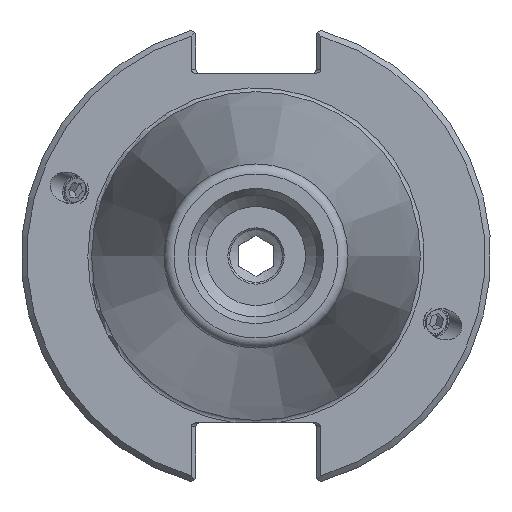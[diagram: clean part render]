
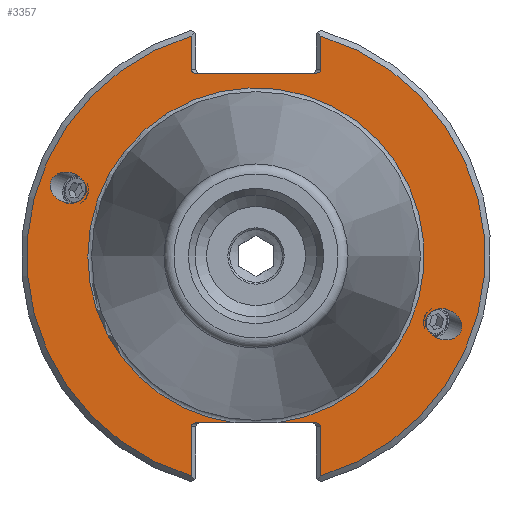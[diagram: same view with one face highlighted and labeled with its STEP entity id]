
A CAD part, left-side view. The second image highlights one B-rep face of the part: STEP entity #3357.
In plain terms, the highlighted planar face has unit normal (-1, 0, 0).
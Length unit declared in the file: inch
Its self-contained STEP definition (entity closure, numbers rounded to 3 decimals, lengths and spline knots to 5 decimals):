
#144=LINE('',#5155,#314);
#150=LINE('',#5183,#320);
#151=LINE('',#5187,#321);
#152=LINE('',#5191,#322);
#153=LINE('',#5196,#323);
#154=LINE('',#5200,#324);
#155=LINE('',#5203,#325);
#314=VECTOR('',#4107,0.63343);
#320=VECTOR('',#4121,0.205);
#321=VECTOR('',#4124,0.2622);
#322=VECTOR('',#4127,0.1782);
#323=VECTOR('',#4132,0.1782);
#324=VECTOR('',#4135,0.2622);
#325=VECTOR('',#4138,0.205);
#638=PLANE('',#3629);
#753=CIRCLE('',#3627,0.895);
#755=CIRCLE('',#3631,1.22);
#756=CIRCLE('',#3634,1.22);
#896=FACE_BOUND('',#1262,.T.);
#897=FACE_BOUND('',#1263,.T.);
#949=ELLIPSE('',#3571,0.09853,0.08071);
#950=ELLIPSE('',#3579,0.09853,0.08071);
#955=ELLIPSE('',#3630,0.02828,0.02);
#956=ELLIPSE('',#3632,0.02828,0.02);
#957=ELLIPSE('',#3633,0.02828,0.02);
#958=ELLIPSE('',#3635,0.02828,0.02);
#1004=FACE_OUTER_BOUND('',#1261,.T.);
#1261=EDGE_LOOP('',(#2445,#2446,#2447,#2448,#2449,#2450,#2451,#2452,#2453,
#2454,#2455,#2456,#2457,#2458));
#1262=EDGE_LOOP('',(#2459));
#1263=EDGE_LOOP('',(#2460));
#1564=VERTEX_POINT('',#5041);
#1567=VERTEX_POINT('',#5052);
#1601=VERTEX_POINT('',#5151);
#1603=VERTEX_POINT('',#5154);
#1607=VERTEX_POINT('',#5165);
#1608=VERTEX_POINT('',#5166);
#1610=VERTEX_POINT('',#5182);
#1611=VERTEX_POINT('',#5184);
#1612=VERTEX_POINT('',#5186);
#1613=VERTEX_POINT('',#5188);
#1614=VERTEX_POINT('',#5190);
#1615=VERTEX_POINT('',#5193);
#1616=VERTEX_POINT('',#5195);
#1617=VERTEX_POINT('',#5197);
#1618=VERTEX_POINT('',#5199);
#1619=VERTEX_POINT('',#5201);
#1891=EDGE_CURVE('',#1564,#1564,#949,.T.);
#1894=EDGE_CURVE('',#1567,#1567,#950,.T.);
#1930=EDGE_CURVE('',#1601,#1603,#144,.T.);
#1937=EDGE_CURVE('',#1607,#1608,#753,.T.);
#1939=EDGE_CURVE('',#1610,#1607,#150,.T.);
#1940=EDGE_CURVE('',#1611,#1610,#955,.T.);
#1941=EDGE_CURVE('',#1612,#1611,#151,.T.);
#1942=EDGE_CURVE('',#1613,#1612,#755,.T.);
#1943=EDGE_CURVE('',#1614,#1613,#152,.T.);
#1944=EDGE_CURVE('',#1603,#1614,#956,.T.);
#1945=EDGE_CURVE('',#1615,#1601,#957,.T.);
#1946=EDGE_CURVE('',#1616,#1615,#153,.T.);
#1947=EDGE_CURVE('',#1617,#1616,#756,.T.);
#1948=EDGE_CURVE('',#1618,#1617,#154,.T.);
#1949=EDGE_CURVE('',#1619,#1618,#958,.T.);
#1950=EDGE_CURVE('',#1608,#1619,#155,.T.);
#2445=ORIENTED_EDGE('',*,*,#1937,.F.);
#2446=ORIENTED_EDGE('',*,*,#1939,.F.);
#2447=ORIENTED_EDGE('',*,*,#1940,.F.);
#2448=ORIENTED_EDGE('',*,*,#1941,.F.);
#2449=ORIENTED_EDGE('',*,*,#1942,.F.);
#2450=ORIENTED_EDGE('',*,*,#1943,.F.);
#2451=ORIENTED_EDGE('',*,*,#1944,.F.);
#2452=ORIENTED_EDGE('',*,*,#1930,.F.);
#2453=ORIENTED_EDGE('',*,*,#1945,.F.);
#2454=ORIENTED_EDGE('',*,*,#1946,.F.);
#2455=ORIENTED_EDGE('',*,*,#1947,.F.);
#2456=ORIENTED_EDGE('',*,*,#1948,.F.);
#2457=ORIENTED_EDGE('',*,*,#1949,.F.);
#2458=ORIENTED_EDGE('',*,*,#1950,.F.);
#2459=ORIENTED_EDGE('',*,*,#1891,.T.);
#2460=ORIENTED_EDGE('',*,*,#1894,.T.);
#3357=ADVANCED_FACE('',(#1004,#896,#897),#638,.T.);
#3571=AXIS2_PLACEMENT_3D('',#5042,#3989,#3990);
#3579=AXIS2_PLACEMENT_3D('',#5053,#4005,#4006);
#3627=AXIS2_PLACEMENT_3D('',#5178,#4115,#4116);
#3629=AXIS2_PLACEMENT_3D('',#5181,#4119,#4120);
#3630=AXIS2_PLACEMENT_3D('',#5185,#4122,#4123);
#3631=AXIS2_PLACEMENT_3D('',#5189,#4125,#4126);
#3632=AXIS2_PLACEMENT_3D('',#5192,#4128,#4129);
#3633=AXIS2_PLACEMENT_3D('',#5194,#4130,#4131);
#3634=AXIS2_PLACEMENT_3D('',#5198,#4133,#4134);
#3635=AXIS2_PLACEMENT_3D('',#5202,#4136,#4137);
#3989=DIRECTION('center_axis',(1.,0.,0.));
#3990=DIRECTION('ref_axis',(0.,-0.94,-0.342));
#4005=DIRECTION('center_axis',(1.,0.,0.));
#4006=DIRECTION('ref_axis',(0.,0.94,0.342));
#4107=DIRECTION('',(0.,-1.,0.));
#4115=DIRECTION('center_axis',(-1.,0.,0.));
#4116=DIRECTION('ref_axis',(0.,-1.,0.));
#4119=DIRECTION('center_axis',(-1.,0.,0.));
#4120=DIRECTION('ref_axis',(0.,0.,1.));
#4121=DIRECTION('',(0.,1.,0.));
#4122=DIRECTION('center_axis',(-1.,0.,0.));
#4123=DIRECTION('ref_axis',(0.,-1.,0.));
#4124=DIRECTION('',(0.,0.,1.));
#4125=DIRECTION('center_axis',(1.,0.,0.));
#4126=DIRECTION('ref_axis',(0.,-1.,0.));
#4127=DIRECTION('',(0.,0.,1.));
#4128=DIRECTION('center_axis',(-1.,0.,0.));
#4129=DIRECTION('ref_axis',(0.,-1.,0.));
#4130=DIRECTION('center_axis',(-1.,0.,0.));
#4131=DIRECTION('ref_axis',(0.,1.,0.));
#4132=DIRECTION('',(0.,0.,-1.));
#4133=DIRECTION('center_axis',(1.,0.,0.));
#4134=DIRECTION('ref_axis',(0.,1.,0.));
#4135=DIRECTION('',(0.,0.,-1.));
#4136=DIRECTION('center_axis',(-1.,0.,0.));
#4137=DIRECTION('ref_axis',(0.,1.,0.));
#4138=DIRECTION('',(0.,1.,0.));
#5041=CARTESIAN_POINT('',(0.125,-0.90631,-0.32987));
#5042=CARTESIAN_POINT('Origin',(0.125,-0.99889,-0.36357));
#5052=CARTESIAN_POINT('',(0.125,0.90631,0.32987));
#5053=CARTESIAN_POINT('Origin',(0.125,0.99889,0.36357));
#5151=CARTESIAN_POINT('',(0.125,0.31672,0.972));
#5154=CARTESIAN_POINT('',(0.125,-0.31672,0.972));
#5155=CARTESIAN_POINT('',(0.125,0.53125,0.972));
#5165=CARTESIAN_POINT('',(0.125,-0.11172,-0.888));
#5166=CARTESIAN_POINT('',(0.125,0.11172,-0.888));
#5178=CARTESIAN_POINT('Origin',(0.125,0.,0.));
#5181=CARTESIAN_POINT('Origin',(0.125,1.0625,0.));
#5182=CARTESIAN_POINT('',(0.125,-0.31672,-0.888));
#5183=CARTESIAN_POINT('',(0.125,0.53125,-0.888));
#5184=CARTESIAN_POINT('',(0.125,-0.345,-0.908));
#5185=CARTESIAN_POINT('Origin',(0.125,-0.31672,-0.908));
#5186=CARTESIAN_POINT('',(0.125,-0.345,-1.1702));
#5187=CARTESIAN_POINT('',(0.125,-0.345,-0.444));
#5188=CARTESIAN_POINT('',(0.125,-0.345,1.1702));
#5189=CARTESIAN_POINT('Origin',(0.125,0.,0.));
#5190=CARTESIAN_POINT('',(0.125,-0.345,0.992));
#5191=CARTESIAN_POINT('',(0.125,-0.345,0.486));
#5192=CARTESIAN_POINT('Origin',(0.125,-0.31672,0.992));
#5193=CARTESIAN_POINT('',(0.125,0.345,0.992));
#5194=CARTESIAN_POINT('Origin',(0.125,0.31672,0.992));
#5195=CARTESIAN_POINT('',(0.125,0.345,1.1702));
#5196=CARTESIAN_POINT('',(0.125,0.345,0.486));
#5197=CARTESIAN_POINT('',(0.125,0.345,-1.1702));
#5198=CARTESIAN_POINT('Origin',(0.125,0.,0.));
#5199=CARTESIAN_POINT('',(0.125,0.345,-0.908));
#5200=CARTESIAN_POINT('',(0.125,0.345,-0.444));
#5201=CARTESIAN_POINT('',(0.125,0.31672,-0.888));
#5202=CARTESIAN_POINT('Origin',(0.125,0.31672,-0.908));
#5203=CARTESIAN_POINT('',(0.125,0.53125,-0.888));
